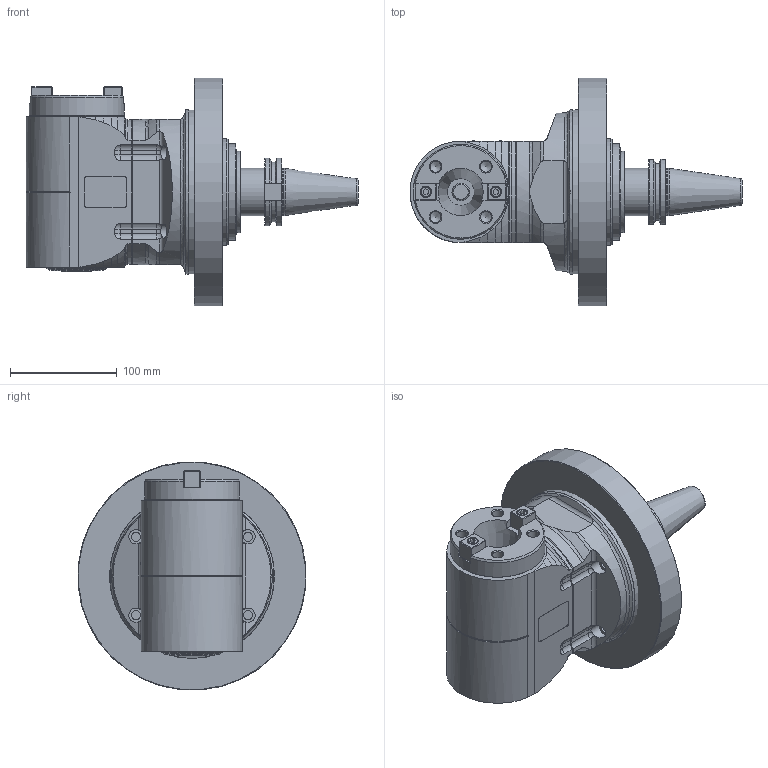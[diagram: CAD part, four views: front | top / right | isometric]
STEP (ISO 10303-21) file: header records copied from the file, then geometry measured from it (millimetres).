
FILE_DESCRIPTION(/* description */ (''),/* implementation_level */ '2;1');
FILE_NAME(/* name */ '9.F90.S4001-CAT40_TOP.stp',/* time_stamp */ '2025-03-24T10:44:49-04:00',/* author */ ('jkrenzer'),/* organization */ (''),/* preprocessor_version */ 'ST-DEVELOPER v18.1',/* originating_system */ 'Autodesk Inventor 2022',/* authorisation */ '');
FILE_SCHEMA (('AUTOMOTIVE_DESIGN { 1 0 10303 214 3 1 1 }'));
Products named in the file (4): 9.F90.S4001-CAT40_TOP; 9_F90_S4001; 9_SK_44_2   (Cat40, MTC); 9_FL_F90T3   (MTC, Universal Flange, Type 3)
Assembly tree (3 placements, depth 2):
  9.F90.S4001-CAT40_TOP
    9_F90_S4001
    9_SK_44_2   (Cat40, MTC)
    9_FL_F90T3   (MTC, Universal Flange, Type 3)
Bounding box: 310.75 x 213.25 x 213.25 mm (x, y, z)
Volume: 3229476.1 mm3; surface area: 300195.1 mm2
Topology: 4 solids, 4 shells, 468 faces, 1161 edges, 719 vertices
Faces by surface type: plane 196, cylinder 122, cone 105, torus 27, sphere 18
Full cylindrical faces by diameter (mm): 2.5 x2, 8.5 x4, 9.525 x1, 10 x2, 10.25 x4, 10.5 x2, 12 x1, 12.5 x1, 13.376 x1, 13.5 x4, 16 x1, 16.281 x1, 16.5 x1, 16.8 x1, 19.4 x1, 20 x2, 23 x1, 23.5 x1, 25.3 x1, 28 x1, 43.85 x1, 44.45 x1, 60 x1, 76 x1, 84 x1, 88.882 x1, 90 x1, 100 x2, 111.7 x1, 117.7 x1
Entity records: 14362 total; most frequent: CARTESIAN_POINT 3371, DIRECTION 2303, ORIENTED_EDGE 2268, EDGE_CURVE 1134, AXIS2_PLACEMENT_3D 901, VERTEX_POINT 719, EDGE_LOOP 527, LINE 501
